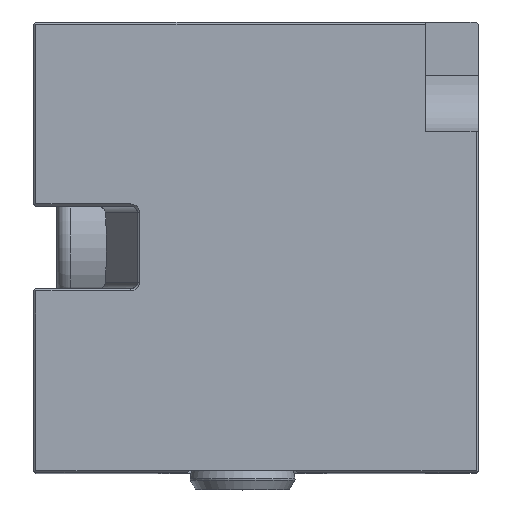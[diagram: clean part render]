
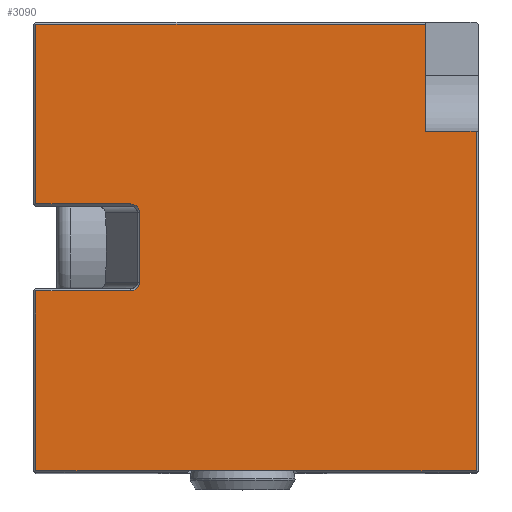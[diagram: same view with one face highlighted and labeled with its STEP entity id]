
A CAD part, top view. The second image highlights one B-rep face of the part: STEP entity #3090.
In plain terms, the highlighted planar face has unit normal (0, 0, 1).
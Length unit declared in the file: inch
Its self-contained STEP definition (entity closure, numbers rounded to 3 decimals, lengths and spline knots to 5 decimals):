
#652=DIRECTION('',(0.,1.,0.));
#653=VECTOR('',#652,0.8475);
#654=CARTESIAN_POINT('',(0.01,-1.0525,1.0625));
#655=LINE('',#654,#653);
#659=DIRECTION('',(-1.,0.,0.));
#660=VECTOR('',#659,0.44626);
#661=CARTESIAN_POINT('',(0.45626,-0.205,1.0625));
#662=LINE('',#661,#660);
#666=CARTESIAN_POINT('',(0.49767,-0.165,1.0625));
#667=CARTESIAN_POINT('',(0.49768,-0.16704,1.0625));
#668=CARTESIAN_POINT('',(0.49735,-0.17114,1.0625));
#669=CARTESIAN_POINT('',(0.49588,-0.17717,1.0625));
#670=CARTESIAN_POINT('',(0.49347,-0.18292,1.0625));
#671=CARTESIAN_POINT('',(0.49015,-0.18828,1.0625));
#672=CARTESIAN_POINT('',(0.48597,-0.1931,1.0625));
#673=CARTESIAN_POINT('',(0.48104,-0.19726,1.0625));
#674=CARTESIAN_POINT('',(0.47545,-0.20064,1.0625));
#675=CARTESIAN_POINT('',(0.46933,-0.20314,1.0625));
#676=CARTESIAN_POINT('',(0.46286,-0.20466,1.0625));
#677=CARTESIAN_POINT('',(0.45845,-0.205,1.0625));
#678=CARTESIAN_POINT('',(0.45626,-0.205,1.0625));
#683=DIRECTION('',(0.,-1.,0.));
#684=VECTOR('',#683,0.33);
#685=CARTESIAN_POINT('',(0.49767,0.165,1.0625));
#686=LINE('',#685,#684);
#690=CARTESIAN_POINT('',(0.45626,0.205,1.0625));
#691=CARTESIAN_POINT('',(0.45847,0.205,1.0625));
#692=CARTESIAN_POINT('',(0.46291,0.20466,1.0625));
#693=CARTESIAN_POINT('',(0.46938,0.20312,1.0625));
#694=CARTESIAN_POINT('',(0.47549,0.20062,1.0625));
#695=CARTESIAN_POINT('',(0.48108,0.19723,1.0625));
#696=CARTESIAN_POINT('',(0.48601,0.19307,1.0625));
#697=CARTESIAN_POINT('',(0.49018,0.18824,1.0625));
#698=CARTESIAN_POINT('',(0.49349,0.18288,1.0625));
#699=CARTESIAN_POINT('',(0.4959,0.17712,1.0625));
#700=CARTESIAN_POINT('',(0.49736,0.17108,1.0625));
#701=CARTESIAN_POINT('',(0.49768,0.16701,1.0625));
#702=CARTESIAN_POINT('',(0.49767,0.165,1.0625));
#707=DIRECTION('',(1.,0.,0.));
#708=VECTOR('',#707,0.44626);
#709=CARTESIAN_POINT('',(0.01,0.205,1.0625));
#710=LINE('',#709,#708);
#714=DIRECTION('',(0.,1.,0.));
#715=VECTOR('',#714,0.8475);
#716=CARTESIAN_POINT('',(0.01,0.205,1.0625));
#717=LINE('',#716,#715);
#721=DIRECTION('',(-1.,0.,0.));
#722=VECTOR('',#721,1.835);
#723=CARTESIAN_POINT('',(1.845,1.0525,1.0625));
#724=LINE('',#723,#722);
#728=DIRECTION('',(0.,-1.,0.));
#729=VECTOR('',#728,0.506);
#730=CARTESIAN_POINT('',(1.845,1.0525,1.0625));
#731=LINE('',#730,#729);
#735=DIRECTION('',(-1.,0.,0.));
#736=VECTOR('',#735,0.24);
#737=CARTESIAN_POINT('',(2.085,0.5465,1.0625));
#738=LINE('',#737,#736);
#742=DIRECTION('',(0.,-1.,0.));
#743=VECTOR('',#742,1.599);
#744=CARTESIAN_POINT('',(2.085,0.5465,1.0625));
#745=LINE('',#744,#743);
#749=DIRECTION('',(-1.,0.,0.));
#750=VECTOR('',#749,0.85484);
#751=CARTESIAN_POINT('',(2.085,-1.0525,1.0625));
#752=LINE('',#751,#750);
#756=DIRECTION('',(1.,0.,0.));
#757=VECTOR('',#756,0.49231);
#758=CARTESIAN_POINT('',(0.73784,-1.0525,1.0625));
#759=LINE('',#758,#757);
#763=DIRECTION('',(-1.,0.,0.));
#764=VECTOR('',#763,0.72784);
#765=CARTESIAN_POINT('',(0.73784,-1.0525,1.0625));
#766=LINE('',#765,#764);
#1080=CARTESIAN_POINT('',(0.73784,-1.0525,1.0625));
#1099=CARTESIAN_POINT('',(1.23016,-1.0525,1.0625));
#2335=CARTESIAN_POINT('',(1.845,0.5465,1.0625));
#2336=VERTEX_POINT('',#2335);
#2459=CARTESIAN_POINT('',(0.01,-1.0525,1.0625));
#2460=CARTESIAN_POINT('',(0.01,-0.205,1.0625));
#2461=VERTEX_POINT('',#2459);
#2462=VERTEX_POINT('',#2460);
#2473=CARTESIAN_POINT('',(0.45626,-0.205,1.0625));
#2474=VERTEX_POINT('',#2473);
#2475=VERTEX_POINT('',#666);
#2477=CARTESIAN_POINT('',(0.49767,0.165,1.0625));
#2478=VERTEX_POINT('',#2477);
#2481=VERTEX_POINT('',#690);
#2483=CARTESIAN_POINT('',(0.01,0.205,1.0625));
#2484=VERTEX_POINT('',#2483);
#2491=CARTESIAN_POINT('',(0.01,1.0525,1.0625));
#2492=VERTEX_POINT('',#2491);
#2496=CARTESIAN_POINT('',(1.845,1.0525,1.0625));
#2498=VERTEX_POINT('',#2496);
#2535=VERTEX_POINT('',#1080);
#2558=VERTEX_POINT('',#1099);
#2559=CARTESIAN_POINT('',(2.085,-1.0525,1.0625));
#2560=VERTEX_POINT('',#2559);
#2585=CARTESIAN_POINT('',(2.085,0.5465,1.0625));
#2587=VERTEX_POINT('',#2585);
#3057=CARTESIAN_POINT('',(0.,1.0625,1.0625));
#3058=DIRECTION('',(0.,0.,1.));
#3059=DIRECTION('',(0.,-1.,0.));
#3060=AXIS2_PLACEMENT_3D('',#3057,#3058,#3059);
#3061=PLANE('',#3060);
#3062=ORIENTED_EDGE('',*,*,#3044,.T.);
#3064=ORIENTED_EDGE('',*,*,#3063,.F.);
#3066=ORIENTED_EDGE('',*,*,#3065,.F.);
#3068=ORIENTED_EDGE('',*,*,#3067,.F.);
#3070=ORIENTED_EDGE('',*,*,#3069,.F.);
#3072=ORIENTED_EDGE('',*,*,#3071,.F.);
#3074=ORIENTED_EDGE('',*,*,#3073,.T.);
#3076=ORIENTED_EDGE('',*,*,#3075,.F.);
#3077=ORIENTED_EDGE('',*,*,#2729,.T.);
#3079=ORIENTED_EDGE('',*,*,#3078,.F.);
#3081=ORIENTED_EDGE('',*,*,#3080,.T.);
#3083=ORIENTED_EDGE('',*,*,#3082,.T.);
#3085=ORIENTED_EDGE('',*,*,#3084,.F.);
#3087=ORIENTED_EDGE('',*,*,#3086,.T.);
#3088=EDGE_LOOP('',(#3062,#3064,#3066,#3068,#3070,#3072,#3074,#3076,#3077,#3079,
#3081,#3083,#3085,#3087));
#3089=FACE_OUTER_BOUND('',#3088,.F.);
#679=B_SPLINE_CURVE_WITH_KNOTS('',3,(#666,#667,#668,#669,#670,#671,#672,#673,
#674,#675,#676,#677,#678),.UNSPECIFIED.,.F.,.F.,(4,1,1,1,1,1,1,1,1,1,4),(0.,
0.1,0.2,0.3,0.4,
0.5,0.6,0.7,0.8,
0.9,1.),.UNSPECIFIED.);
#703=B_SPLINE_CURVE_WITH_KNOTS('',3,(#690,#691,#692,#693,#694,#695,#696,#697,
#698,#699,#700,#701,#702),.UNSPECIFIED.,.F.,.F.,(4,1,1,1,1,1,1,1,1,1,4),(0.,
0.1,0.2,0.3,0.4,
0.5,0.6,0.7,0.8,
0.9,1.),.UNSPECIFIED.);
#2729=EDGE_CURVE('',#2498,#2336,#731,.T.);
#3044=EDGE_CURVE('',#2461,#2462,#655,.T.);
#3063=EDGE_CURVE('',#2474,#2462,#662,.T.);
#3065=EDGE_CURVE('',#2475,#2474,#679,.T.);
#3067=EDGE_CURVE('',#2478,#2475,#686,.T.);
#3069=EDGE_CURVE('',#2481,#2478,#703,.T.);
#3071=EDGE_CURVE('',#2484,#2481,#710,.T.);
#3073=EDGE_CURVE('',#2484,#2492,#717,.T.);
#3075=EDGE_CURVE('',#2498,#2492,#724,.T.);
#3078=EDGE_CURVE('',#2587,#2336,#738,.T.);
#3080=EDGE_CURVE('',#2587,#2560,#745,.T.);
#3082=EDGE_CURVE('',#2560,#2558,#752,.T.);
#3084=EDGE_CURVE('',#2535,#2558,#759,.T.);
#3086=EDGE_CURVE('',#2535,#2461,#766,.T.);
#3090=ADVANCED_FACE('',(#3089),#3061,.T.);
